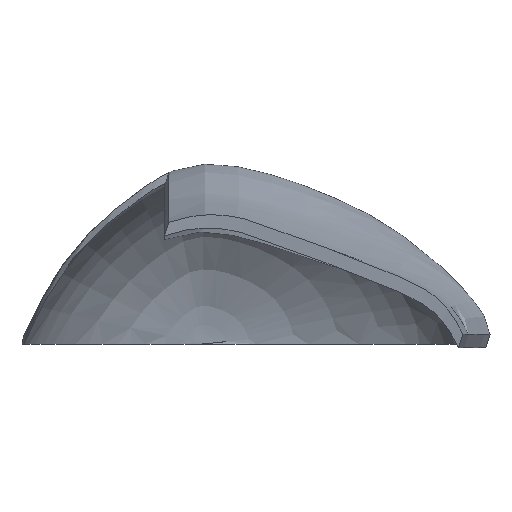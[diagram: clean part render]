
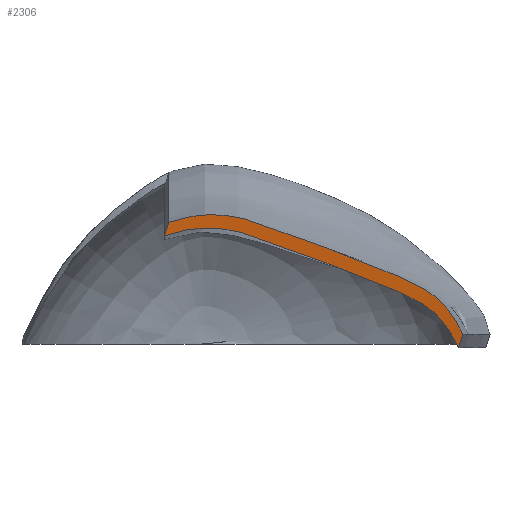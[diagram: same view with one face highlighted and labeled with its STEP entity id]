
A CAD part, front view. The second image highlights one B-rep face of the part: STEP entity #2306.
In plain terms, the highlighted free-form (B-spline) face has degree [3, 1] with [16, 2] control points.
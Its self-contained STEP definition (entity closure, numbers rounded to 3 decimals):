
#16 = CARTESIAN_POINT ( 'NONE',  ( 186.385, -12.917, 18.551 ) ) ;
#27 = CARTESIAN_POINT ( 'NONE',  ( 182.092, -12.917, 20.236 ) ) ;
#50 = EDGE_LOOP ( 'NONE', ( #1439, #475, #397, #389 ) ) ;
#65 = CARTESIAN_POINT ( 'NONE',  ( 177.846, -12.917, 21.895 ) ) ;
#87 = CARTESIAN_POINT ( 'NONE',  ( 173.641, -12.917, 23.516 ) ) ;
#119 = CARTESIAN_POINT ( 'NONE',  ( 200.916, -12.917, 8.841 ) ) ;
#129 = CARTESIAN_POINT ( 'NONE',  ( 200.194, -12.917, 10.252 ) ) ;
#136 = EDGE_CURVE ( 'NONE', #1863, #1742, #1724, .T. ) ;
#153 = FACE_OUTER_BOUND ( 'NONE', #50, .T. ) ;
#216 = CARTESIAN_POINT ( 'NONE',  ( 194.363, -12.917, 15.401 ) ) ;
#255 = CARTESIAN_POINT ( 'NONE',  ( 190.72, -12.917, 16.845 ) ) ;
#268 = CARTESIAN_POINT ( 'NONE',  ( 160.365, -12.917, 23.886 ) ) ;
#270 = EDGE_CURVE ( 'NONE', #3109, #1863, #1643, .T. ) ;
#282 = CARTESIAN_POINT ( 'NONE',  ( 201.239, -12.917, 8.123 ) ) ;
#292 = CARTESIAN_POINT ( 'NONE',  ( 197.664, -13.25, 15.649 ) ) ;
#307 = CARTESIAN_POINT ( 'NONE',  ( 194.967, -13.25, 17.279 ) ) ;
#338 = EDGE_CURVE ( 'NONE', #2422, #1742, #1625, .T. ) ;
#363 = CARTESIAN_POINT ( 'NONE',  ( 160.081, -12.917, 23.786 ) ) ;
#389 = ORIENTED_EDGE ( 'NONE', *, *, #136, .F. ) ;
#397 = ORIENTED_EDGE ( 'NONE', *, *, #338, .T. ) ;
#475 = ORIENTED_EDGE ( 'NONE', *, *, #580, .T. ) ;
#580 = EDGE_CURVE ( 'NONE', #3109, #2422, #1352, .T. ) ;
#882 = CARTESIAN_POINT ( 'NONE',  ( 160.686, -13.25, 25.663 ) ) ;
#1317 = CARTESIAN_POINT ( 'NONE',  ( 174.245, -13.25, 25.393 ) ) ;
#1327 = CARTESIAN_POINT ( 'NONE',  ( 170.002, -13.25, 26.588 ) ) ;
#1352 = B_SPLINE_CURVE_WITH_KNOTS ( 'NONE', 1,
 ( #1872, #363 ),
 .UNSPECIFIED., .F., .F.,
 ( 2, 2 ),
 ( 0., 1. ),
 .UNSPECIFIED. ) ;
#1436 = CARTESIAN_POINT ( 'NONE',  ( 201.843, -13.25, 10. ) ) ;
#1439 = ORIENTED_EDGE ( 'NONE', *, *, #270, .F. ) ;
#1449 = CARTESIAN_POINT ( 'NONE',  ( 201.52, -13.25, 10.719 ) ) ;
#1527 = CARTESIAN_POINT ( 'NONE',  ( 169.398, -12.917, 24.711 ) ) ;
#1536 = CARTESIAN_POINT ( 'NONE',  ( 165.049, -12.917, 25.068 ) ) ;
#1603 = CARTESIAN_POINT ( 'NONE',  ( 198.811, -12.917, 12.17 ) ) ;
#1623 = CARTESIAN_POINT ( 'NONE',  ( 197.059, -12.917, 13.772 ) ) ;
#1625 = B_SPLINE_CURVE_WITH_KNOTS ( 'NONE', 3,
 ( #1717, #268, #1729, #1536, #1527, #87, #65, #27, #16, #255, #216, #1623, #1603, #129, #119, #282 ),
 .UNSPECIFIED., .F., .F.,
 ( 4, 1, 1, 1, 1, 1, 1, 1, 1, 1, 1, 1, 1, 4 ),
 ( 0., 0.021, 0.119, 0.217, 0.315, 0.413, 0.511, 0.608, 0.706, 0.804, 0.853, 0.902, 0.951, 1. ),
 .UNSPECIFIED. ) ;
#1634 = CARTESIAN_POINT ( 'NONE',  ( 182.697, -13.25, 22.113 ) ) ;
#1643 = B_SPLINE_CURVE_WITH_KNOTS ( 'NONE', 3,
 ( #2475, #1852, #2052, #2787, #1327, #1317, #1645, #1634, #1832, #1817, #307, #292, #1761, #1751, #1449, #1436 ),
 .UNSPECIFIED., .F., .F.,
 ( 4, 1, 1, 1, 1, 1, 1, 1, 1, 1, 1, 1, 1, 4 ),
 ( 0.361, 0.375, 0.437, 0.5, 0.562, 0.625, 0.687, 0.75, 0.812, 0.875, 0.906, 0.938, 0.969, 1. ),
 .UNSPECIFIED. ) ;
#1645 = CARTESIAN_POINT ( 'NONE',  ( 178.45, -13.25, 23.772 ) ) ;
#1717 = CARTESIAN_POINT ( 'NONE',  ( 160.081, -12.917, 23.786 ) ) ;
#1724 = B_SPLINE_CURVE_WITH_KNOTS ( 'NONE', 1,
 ( #2327, #1961 ),
 .UNSPECIFIED., .F., .F.,
 ( 2, 2 ),
 ( 0., 1. ),
 .UNSPECIFIED. ) ;
#1729 = CARTESIAN_POINT ( 'NONE',  ( 161.97, -12.917, 24.419 ) ) ;
#1742 = VERTEX_POINT ( 'NONE', #2615 ) ;
#1751 = CARTESIAN_POINT ( 'NONE',  ( 200.798, -13.25, 12.129 ) ) ;
#1761 = CARTESIAN_POINT ( 'NONE',  ( 199.416, -13.25, 14.047 ) ) ;
#1817 = CARTESIAN_POINT ( 'NONE',  ( 191.324, -13.25, 18.722 ) ) ;
#1832 = CARTESIAN_POINT ( 'NONE',  ( 186.99, -13.25, 20.428 ) ) ;
#1852 = CARTESIAN_POINT ( 'NONE',  ( 160.969, -13.25, 25.763 ) ) ;
#1863 = VERTEX_POINT ( 'NONE', #2616 ) ;
#1872 = CARTESIAN_POINT ( 'NONE',  ( 160.686, -13.25, 25.663 ) ) ;
#1961 = CARTESIAN_POINT ( 'NONE',  ( 201.239, -12.917, 8.123 ) ) ;
#2052 = CARTESIAN_POINT ( 'NONE',  ( 162.575, -13.25, 26.296 ) ) ;
#2306 = ADVANCED_FACE ( 'NONE', ( #153 ), #2555, .T. ) ;
#2327 = CARTESIAN_POINT ( 'NONE',  ( 201.843, -13.25, 10. ) ) ;
#2422 = VERTEX_POINT ( 'NONE', #2521 ) ;
#2444 = CARTESIAN_POINT ( 'NONE',  ( 201.843, -13.25, 10. ) ) ;
#2449 = CARTESIAN_POINT ( 'NONE',  ( 201.239, -12.917, 8.123 ) ) ;
#2450 = CARTESIAN_POINT ( 'NONE',  ( 201.52, -13.25, 10.719 ) ) ;
#2452 = CARTESIAN_POINT ( 'NONE',  ( 200.916, -12.917, 8.841 ) ) ;
#2453 = CARTESIAN_POINT ( 'NONE',  ( 200.798, -13.25, 12.129 ) ) ;
#2458 = CARTESIAN_POINT ( 'NONE',  ( 200.194, -12.917, 10.252 ) ) ;
#2459 = CARTESIAN_POINT ( 'NONE',  ( 199.416, -13.25, 14.047 ) ) ;
#2461 = CARTESIAN_POINT ( 'NONE',  ( 198.811, -12.917, 12.17 ) ) ;
#2462 = CARTESIAN_POINT ( 'NONE',  ( 197.664, -13.25, 15.649 ) ) ;
#2467 = CARTESIAN_POINT ( 'NONE',  ( 197.059, -12.917, 13.772 ) ) ;
#2468 = CARTESIAN_POINT ( 'NONE',  ( 194.967, -13.25, 17.279 ) ) ;
#2470 = CARTESIAN_POINT ( 'NONE',  ( 194.363, -12.917, 15.401 ) ) ;
#2471 = CARTESIAN_POINT ( 'NONE',  ( 191.324, -13.25, 18.722 ) ) ;
#2474 = CARTESIAN_POINT ( 'NONE',  ( 190.72, -12.917, 16.845 ) ) ;
#2475 = CARTESIAN_POINT ( 'NONE',  ( 160.686, -13.25, 25.663 ) ) ;
#2476 = CARTESIAN_POINT ( 'NONE',  ( 186.99, -13.25, 20.428 ) ) ;
#2478 = CARTESIAN_POINT ( 'NONE',  ( 186.385, -12.917, 18.551 ) ) ;
#2479 = CARTESIAN_POINT ( 'NONE',  ( 182.697, -13.25, 22.113 ) ) ;
#2481 = CARTESIAN_POINT ( 'NONE',  ( 182.092, -12.917, 20.236 ) ) ;
#2484 = CARTESIAN_POINT ( 'NONE',  ( 178.45, -13.25, 23.772 ) ) ;
#2485 = CARTESIAN_POINT ( 'NONE',  ( 177.846, -12.917, 21.895 ) ) ;
#2489 = CARTESIAN_POINT ( 'NONE',  ( 174.245, -13.25, 25.393 ) ) ;
#2490 = CARTESIAN_POINT ( 'NONE',  ( 173.641, -12.917, 23.516 ) ) ;
#2493 = CARTESIAN_POINT ( 'NONE',  ( 170.002, -13.25, 26.588 ) ) ;
#2497 = CARTESIAN_POINT ( 'NONE',  ( 169.398, -12.917, 24.711 ) ) ;
#2498 = CARTESIAN_POINT ( 'NONE',  ( 165.653, -13.25, 26.945 ) ) ;
#2500 = CARTESIAN_POINT ( 'NONE',  ( 165.049, -12.917, 25.068 ) ) ;
#2501 = CARTESIAN_POINT ( 'NONE',  ( 162.575, -13.25, 26.296 ) ) ;
#2504 = CARTESIAN_POINT ( 'NONE',  ( 161.97, -12.917, 24.419 ) ) ;
#2508 = CARTESIAN_POINT ( 'NONE',  ( 160.969, -13.25, 25.763 ) ) ;
#2510 = CARTESIAN_POINT ( 'NONE',  ( 160.365, -12.917, 23.886 ) ) ;
#2513 = CARTESIAN_POINT ( 'NONE',  ( 160.081, -12.917, 23.786 ) ) ;
#2521 = CARTESIAN_POINT ( 'NONE',  ( 160.081, -12.917, 23.786 ) ) ;
#2555 = B_SPLINE_SURFACE_WITH_KNOTS ( 'NONE', 3, 1, ( 
 ( #2513, #2608 ),
 ( #2510, #2508 ),
 ( #2504, #2501 ),
 ( #2500, #2498 ),
 ( #2497, #2493 ),
 ( #2490, #2489 ),
 ( #2485, #2484 ),
 ( #2481, #2479 ),
 ( #2478, #2476 ),
 ( #2474, #2471 ),
 ( #2470, #2468 ),
 ( #2467, #2462 ),
 ( #2461, #2459 ),
 ( #2458, #2453 ),
 ( #2452, #2450 ),
 ( #2449, #2444 ) ),
 .UNSPECIFIED., .F., .F., .F.,
 ( 4, 1, 1, 1, 1, 1, 1, 1, 1, 1, 1, 1, 1, 4 ),
 ( 2, 2 ),
 ( 0.361, 0.375, 0.438, 0.5, 0.563, 0.625, 0.688, 0.75, 0.813, 0.875, 0.906, 0.938, 0.969, 1. ),
 ( 0., 1. ),
 .UNSPECIFIED. ) ;
#2608 = CARTESIAN_POINT ( 'NONE',  ( 160.686, -13.25, 25.663 ) ) ;
#2615 = CARTESIAN_POINT ( 'NONE',  ( 201.239, -12.917, 8.123 ) ) ;
#2616 = CARTESIAN_POINT ( 'NONE',  ( 201.843, -13.25, 10. ) ) ;
#2787 = CARTESIAN_POINT ( 'NONE',  ( 165.653, -13.25, 26.945 ) ) ;
#3109 = VERTEX_POINT ( 'NONE', #882 ) ;
